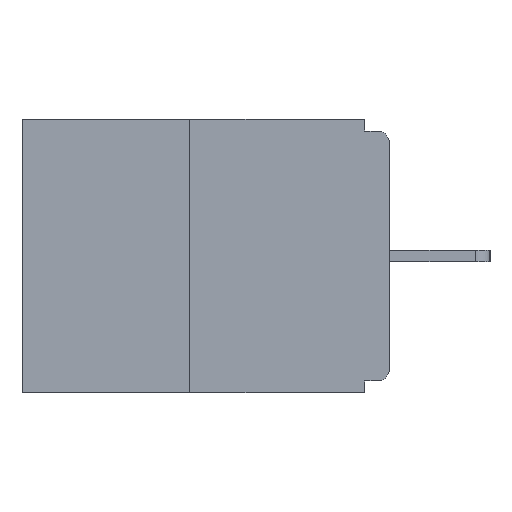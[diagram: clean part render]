
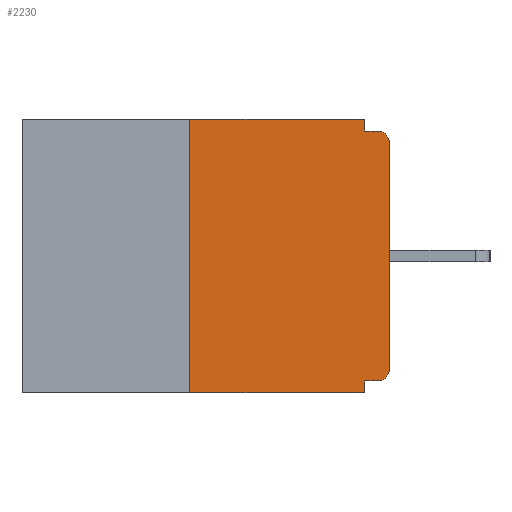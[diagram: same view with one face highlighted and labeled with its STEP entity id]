
A CAD part, left-side view. The second image highlights one B-rep face of the part: STEP entity #2230.
In plain terms, the highlighted planar face has unit normal (-1, 0, 0).
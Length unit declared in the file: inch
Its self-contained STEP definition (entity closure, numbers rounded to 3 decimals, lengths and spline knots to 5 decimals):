
#50 = AXIS2_PLACEMENT_3D ( 'NONE', #436, #6958, #14779 ) ;
#118 = CARTESIAN_POINT ( 'NONE',  ( 0., 0.031, 0. ) ) ;
#304 = DIRECTION ( 'NONE',  ( 0., 0., -1. ) ) ;
#436 = CARTESIAN_POINT ( 'NONE',  ( 0., 0.46, 0. ) ) ;
#476 = CARTESIAN_POINT ( 'NONE',  ( 0., 0.031, -0.328 ) ) ;
#618 = CARTESIAN_POINT ( 'NONE',  ( 0., 0., 0. ) ) ;
#767 = DIRECTION ( 'NONE',  ( 0., -1., 0. ) ) ;
#925 = EDGE_CURVE ( 'NONE', #8992, #11801, #9874, .T. ) ;
#1051 = CARTESIAN_POINT ( 'NONE',  ( 0., 0.031, 0. ) ) ;
#1948 = CARTESIAN_POINT ( 'NONE',  ( 0., 0., -0.328 ) ) ;
#2230 = ADVANCED_FACE ( 'NONE', ( #9860 ), #11881, .F. ) ;
#2231 = VERTEX_POINT ( 'NONE', #118 ) ;
#2396 = VERTEX_POINT ( 'NONE', #15594 ) ;
#2428 = EDGE_CURVE ( 'NONE', #13800, #2396, #11337, .T. ) ;
#2431 = DIRECTION ( 'NONE',  ( 0., -1., 0. ) ) ;
#3562 = CARTESIAN_POINT ( 'NONE',  ( 0., 0.25, -0.343 ) ) ;
#3661 = VERTEX_POINT ( 'NONE', #13617 ) ;
#4156 = VERTEX_POINT ( 'NONE', #11772 ) ;
#4172 = DIRECTION ( 'NONE',  ( -1., 0., 0. ) ) ;
#4295 = ORIENTED_EDGE ( 'NONE', *, *, #18159, .T. ) ;
#4678 = ORIENTED_EDGE ( 'NONE', *, *, #2428, .T. ) ;
#4700 = VECTOR ( 'NONE', #8598, 39.37008 ) ;
#5223 = DIRECTION ( 'NONE',  ( -1., 0., 0. ) ) ;
#5517 = EDGE_CURVE ( 'NONE', #18474, #3661, #5577, .T. ) ;
#5577 = LINE ( 'NONE', #12101, #5691 ) ;
#5687 = LINE ( 'NONE', #17326, #5969 ) ;
#5691 = VECTOR ( 'NONE', #767, 39.37008 ) ;
#5969 = VECTOR ( 'NONE', #9014, 39.37008 ) ;
#6002 = AXIS2_PLACEMENT_3D ( 'NONE', #13249, #5223, #304 ) ;
#6848 = VECTOR ( 'NONE', #2431, 39.37008 ) ;
#6901 = ORIENTED_EDGE ( 'NONE', *, *, #11480, .F. ) ;
#6958 = DIRECTION ( 'NONE',  ( 1., 0., 0. ) ) ;
#7108 = VECTOR ( 'NONE', #20324, 39.37008 ) ;
#7363 = CIRCLE ( 'NONE', #6002, 0.015 ) ;
#7556 = VECTOR ( 'NONE', #20613, 39.37008 ) ;
#7869 = ORIENTED_EDGE ( 'NONE', *, *, #15101, .F. ) ;
#8598 = DIRECTION ( 'NONE',  ( 0., 1., 0. ) ) ;
#8992 = VERTEX_POINT ( 'NONE', #10850 ) ;
#9014 = DIRECTION ( 'NONE',  ( 0., 0., 1. ) ) ;
#9860 = FACE_OUTER_BOUND ( 'NONE', #17041, .T. ) ;
#9874 = LINE ( 'NONE', #1948, #4700 ) ;
#10132 = VECTOR ( 'NONE', #13666, 39.37008 ) ;
#10850 = CARTESIAN_POINT ( 'NONE',  ( 0., 0.015, -0.328 ) ) ;
#11140 = ORIENTED_EDGE ( 'NONE', *, *, #5517, .T. ) ;
#11337 = CIRCLE ( 'NONE', #13380, 0.015 ) ;
#11480 = EDGE_CURVE ( 'NONE', #2231, #14422, #15669, .T. ) ;
#11722 = ORIENTED_EDGE ( 'NONE', *, *, #21079, .T. ) ;
#11772 = CARTESIAN_POINT ( 'NONE',  ( 0., 0., -0.313 ) ) ;
#11801 = VERTEX_POINT ( 'NONE', #476 ) ;
#11881 = PLANE ( 'NONE',  #50 ) ;
#11892 = DIRECTION ( 'NONE',  ( 0., -1., 0. ) ) ;
#12101 = CARTESIAN_POINT ( 'NONE',  ( 0., 0.46, -0.343 ) ) ;
#12403 = LINE ( 'NONE', #12623, #6848 ) ;
#12529 = CARTESIAN_POINT ( 'NONE',  ( 0., 0.015, -0.03 ) ) ;
#12623 = CARTESIAN_POINT ( 'NONE',  ( 0., 0., -0.015 ) ) ;
#13249 = CARTESIAN_POINT ( 'NONE',  ( 0., 0.015, -0.313 ) ) ;
#13380 = AXIS2_PLACEMENT_3D ( 'NONE', #12529, #4172, #18678 ) ;
#13604 = CARTESIAN_POINT ( 'NONE',  ( 0., 0.46, 0. ) ) ;
#13617 = CARTESIAN_POINT ( 'NONE',  ( 0., 0.031, -0.343 ) ) ;
#13666 = DIRECTION ( 'NONE',  ( 0., 0., 1. ) ) ;
#13800 = VERTEX_POINT ( 'NONE', #17070 ) ;
#13992 = VECTOR ( 'NONE', #11892, 39.37008 ) ;
#14422 = VERTEX_POINT ( 'NONE', #14788 ) ;
#14480 = EDGE_CURVE ( 'NONE', #20699, #2231, #17102, .T. ) ;
#14779 = DIRECTION ( 'NONE',  ( 0., 0., -1. ) ) ;
#14788 = CARTESIAN_POINT ( 'NONE',  ( 0., 0.031, -0.015 ) ) ;
#15101 = EDGE_CURVE ( 'NONE', #14422, #2396, #12403, .T. ) ;
#15156 = CARTESIAN_POINT ( 'NONE',  ( 0., 0.25, 0. ) ) ;
#15249 = LINE ( 'NONE', #618, #10132 ) ;
#15349 = ORIENTED_EDGE ( 'NONE', *, *, #17476, .F. ) ;
#15594 = CARTESIAN_POINT ( 'NONE',  ( 0., 0.015, -0.015 ) ) ;
#15669 = LINE ( 'NONE', #1051, #7108 ) ;
#16057 = EDGE_CURVE ( 'NONE', #11801, #3661, #17122, .T. ) ;
#16753 = ORIENTED_EDGE ( 'NONE', *, *, #925, .F. ) ;
#17041 = EDGE_LOOP ( 'NONE', ( #17451, #15349, #11140, #18282, #16753, #4295, #11722, #4678, #7869, #6901 ) ) ;
#17070 = CARTESIAN_POINT ( 'NONE',  ( 0., 0., -0.03 ) ) ;
#17102 = LINE ( 'NONE', #13604, #13992 ) ;
#17122 = LINE ( 'NONE', #18606, #7556 ) ;
#17326 = CARTESIAN_POINT ( 'NONE',  ( 0., 0.25, 0. ) ) ;
#17451 = ORIENTED_EDGE ( 'NONE', *, *, #14480, .F. ) ;
#17476 = EDGE_CURVE ( 'NONE', #18474, #20699, #5687, .T. ) ;
#18159 = EDGE_CURVE ( 'NONE', #8992, #4156, #7363, .T. ) ;
#18282 = ORIENTED_EDGE ( 'NONE', *, *, #16057, .F. ) ;
#18474 = VERTEX_POINT ( 'NONE', #3562 ) ;
#18606 = CARTESIAN_POINT ( 'NONE',  ( 0., 0.031, -0.343 ) ) ;
#18678 = DIRECTION ( 'NONE',  ( 0., 0., -1. ) ) ;
#20324 = DIRECTION ( 'NONE',  ( 0., 0., -1. ) ) ;
#20613 = DIRECTION ( 'NONE',  ( 0., 0., -1. ) ) ;
#20699 = VERTEX_POINT ( 'NONE', #15156 ) ;
#21079 = EDGE_CURVE ( 'NONE', #4156, #13800, #15249, .T. ) ;
